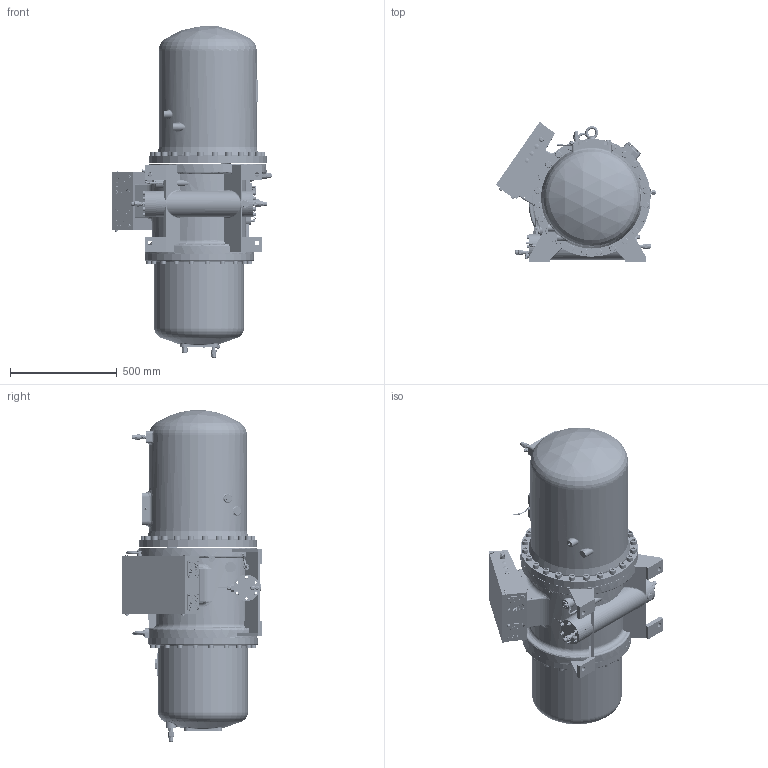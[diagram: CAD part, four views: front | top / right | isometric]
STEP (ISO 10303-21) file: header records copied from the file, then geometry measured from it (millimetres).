
FILE_DESCRIPTION(/* description */ ('STEP AP203'),/* implementation_level */ '2;1');
FILE_NAME(/* name */ 'RC2-580A&B outline.STEP',/* time_stamp */ '2017-06-26T16:38:39-04:00',/* author */ ('Ian L Mitchell'),/* organization */ (''),/* preprocessor_version */ 'ST-DEVELOPER v16.5',/* originating_system */ 'Autodesk Inventor 2017',/* authorisation */ '');
FILE_SCHEMA (('AUTOMOTIVE_DESIGN { 1 0 10303 214 3 1 1 }'));
Length unit declared in the file: centimetre
Products named in the file (1): RC2-580A&B outline
Bounding box: 749.47 x 655.17 x 1551.41 mm (x, y, z)
Surface area: 5030721.9 mm2 (no closed solid volume)
Topology: 0 solids, 318 shells, 2306 faces, 8834 edges, 6670 vertices
Faces by surface type: plane 1329, cylinder 580, torus 173, bspline 130, cone 71, sphere 23
Full cylindrical faces by diameter (mm): 2 x4, 2.997 x1, 3 x1, 3.3 x3, 4 x1, 4.5 x1, 6.5 x4, 7 x13, 8.5 x1, 10 x1, 10.2 x1, 11 x9, 11.8 x1, 12 x2, 13 x1, 13.157 x2, 13.7 x2, 14 x2, 14.88 x4, 16 x14, 17 x4, 17.5 x14, 17.7 x1, 18 x14, 20 x4, 20.2 x1, 20.5 x2, 21.5 x1, 22 x8, 22.5 x3
Entity records: 134596 total; most frequent: CARTESIAN_POINT 63325, DIRECTION 14680, ORIENTED_EDGE 11892, EDGE_CURVE 8318, VERTEX_POINT 6567, AXIS2_PLACEMENT_3D 5079, LINE 4522, VECTOR 4522
